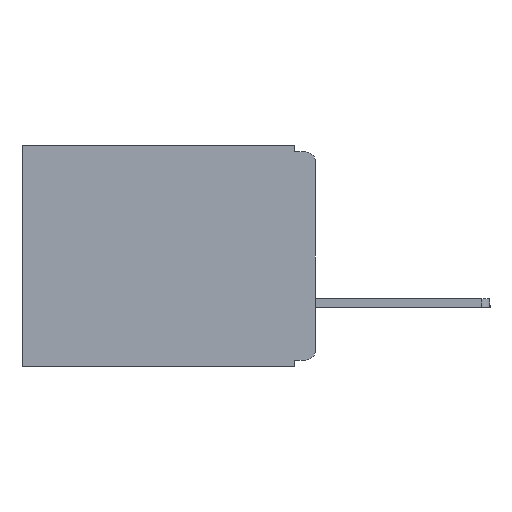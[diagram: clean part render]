
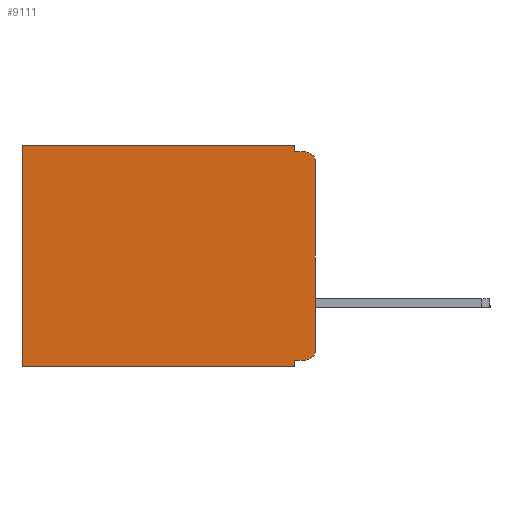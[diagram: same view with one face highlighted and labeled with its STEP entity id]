
A CAD part, left-side view. The second image highlights one B-rep face of the part: STEP entity #9111.
In plain terms, the highlighted planar face has unit normal (-1, 0, 0).
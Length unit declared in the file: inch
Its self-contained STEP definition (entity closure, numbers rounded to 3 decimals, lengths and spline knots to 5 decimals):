
#160 = CARTESIAN_POINT ( 'NONE',  ( 0.3, 0., -0.32 ) ) ;
#643 = CARTESIAN_POINT ( 'NONE',  ( 0.3, 0., -0.01 ) ) ;
#708 = ORIENTED_EDGE ( 'NONE', *, *, #20095, .F. ) ;
#1437 = LINE ( 'NONE', #160, #14156 ) ;
#1592 = ORIENTED_EDGE ( 'NONE', *, *, #30019, .F. ) ;
#1774 = VERTEX_POINT ( 'NONE', #24279 ) ;
#2005 = CARTESIAN_POINT ( 'NONE',  ( 0.3, 0.031, -0.33 ) ) ;
#2229 = CARTESIAN_POINT ( 'NONE',  ( 0.3, 0.437, 0. ) ) ;
#2364 = DIRECTION ( 'NONE',  ( 0., 0., -1. ) ) ;
#2438 = VERTEX_POINT ( 'NONE', #2229 ) ;
#3022 = ORIENTED_EDGE ( 'NONE', *, *, #9548, .F. ) ;
#3835 = EDGE_CURVE ( 'NONE', #7998, #1774, #21426, .T. ) ;
#4028 = CARTESIAN_POINT ( 'NONE',  ( 0.3, 0., 0. ) ) ;
#4253 = EDGE_CURVE ( 'NONE', #30237, #20613, #4432, .T. ) ;
#4273 = CARTESIAN_POINT ( 'NONE',  ( 0.3, 0., -0.305 ) ) ;
#4392 = LINE ( 'NONE', #4028, #28528 ) ;
#4432 = LINE ( 'NONE', #23711, #29252 ) ;
#5165 = CARTESIAN_POINT ( 'NONE',  ( 0.3, 0.015, -0.305 ) ) ;
#5274 = EDGE_CURVE ( 'NONE', #7998, #18675, #26426, .T. ) ;
#5279 = LINE ( 'NONE', #13460, #11589 ) ;
#5347 = CARTESIAN_POINT ( 'NONE',  ( 0.3, 0.031, 0. ) ) ;
#5380 = VECTOR ( 'NONE', #16911, 39.37008 ) ;
#6230 = VECTOR ( 'NONE', #8795, 39.37008 ) ;
#7145 = FACE_OUTER_BOUND ( 'NONE', #24278, .T. ) ;
#7557 = DIRECTION ( 'NONE',  ( 0., 0., -1. ) ) ;
#7592 = EDGE_CURVE ( 'NONE', #2438, #23423, #24170, .T. ) ;
#7998 = VERTEX_POINT ( 'NONE', #10850 ) ;
#8795 = DIRECTION ( 'NONE',  ( 0., 0., -1. ) ) ;
#9111 = ADVANCED_FACE ( 'NONE', ( #7145 ), #22514, .F. ) ;
#9548 = EDGE_CURVE ( 'NONE', #22442, #30237, #1437, .T. ) ;
#9603 = AXIS2_PLACEMENT_3D ( 'NONE', #5165, #21694, #7557 ) ;
#9752 = VECTOR ( 'NONE', #2364, 39.37008 ) ;
#9763 = DIRECTION ( 'NONE',  ( 0., 1., 0. ) ) ;
#9827 = ORIENTED_EDGE ( 'NONE', *, *, #13601, .F. ) ;
#10712 = ORIENTED_EDGE ( 'NONE', *, *, #3835, .T. ) ;
#10850 = CARTESIAN_POINT ( 'NONE',  ( 0.3, 0., -0.025 ) ) ;
#11589 = VECTOR ( 'NONE', #27412, 39.37008 ) ;
#13386 = ORIENTED_EDGE ( 'NONE', *, *, #5274, .F. ) ;
#13460 = CARTESIAN_POINT ( 'NONE',  ( 0.3, 0., -0.33 ) ) ;
#13601 = EDGE_CURVE ( 'NONE', #17657, #1774, #26407, .T. ) ;
#13987 = VECTOR ( 'NONE', #14996, 39.37008 ) ;
#14156 = VECTOR ( 'NONE', #9763, 39.37008 ) ;
#14996 = DIRECTION ( 'NONE',  ( 0., -1., 0. ) ) ;
#16390 = ORIENTED_EDGE ( 'NONE', *, *, #4253, .F. ) ;
#16802 = CARTESIAN_POINT ( 'NONE',  ( 0.3, 0.437, -0.33 ) ) ;
#16911 = DIRECTION ( 'NONE',  ( 0., 0., -1. ) ) ;
#16985 = CARTESIAN_POINT ( 'NONE',  ( 0.3, 0.031, -0.01 ) ) ;
#17358 = AXIS2_PLACEMENT_3D ( 'NONE', #19896, #18872, #18834 ) ;
#17657 = VERTEX_POINT ( 'NONE', #16985 ) ;
#18474 = CIRCLE ( 'NONE', #9603, 0.015 ) ;
#18675 = VERTEX_POINT ( 'NONE', #4273 ) ;
#18834 = DIRECTION ( 'NONE',  ( 0., 0., -1. ) ) ;
#18872 = DIRECTION ( 'NONE',  ( -1., 0., 0. ) ) ;
#19018 = CARTESIAN_POINT ( 'NONE',  ( 0.3, 0.031, 0. ) ) ;
#19055 = CARTESIAN_POINT ( 'NONE',  ( 0.3, 0.031, -0.32 ) ) ;
#19220 = EDGE_CURVE ( 'NONE', #25545, #2438, #4392, .T. ) ;
#19684 = CARTESIAN_POINT ( 'NONE',  ( 0.3, 0.015, -0.32 ) ) ;
#19896 = CARTESIAN_POINT ( 'NONE',  ( 0.3, 0.015, -0.025 ) ) ;
#20095 = EDGE_CURVE ( 'NONE', #25545, #17657, #27646, .T. ) ;
#20597 = DIRECTION ( 'NONE',  ( 0., 1., 0. ) ) ;
#20613 = VERTEX_POINT ( 'NONE', #2005 ) ;
#21030 = DIRECTION ( 'NONE',  ( 0., 0., -1. ) ) ;
#21186 = DIRECTION ( 'NONE',  ( 1., 0., 0. ) ) ;
#21256 = CARTESIAN_POINT ( 'NONE',  ( 0.3, 0., -0.33 ) ) ;
#21426 = CIRCLE ( 'NONE', #17358, 0.015 ) ;
#21694 = DIRECTION ( 'NONE',  ( -1., 0., 0. ) ) ;
#21938 = ORIENTED_EDGE ( 'NONE', *, *, #19220, .T. ) ;
#22442 = VERTEX_POINT ( 'NONE', #19684 ) ;
#22514 = PLANE ( 'NONE',  #25619 ) ;
#23285 = CARTESIAN_POINT ( 'NONE',  ( 0.3, 0.437, -0.33 ) ) ;
#23423 = VERTEX_POINT ( 'NONE', #23285 ) ;
#23620 = ORIENTED_EDGE ( 'NONE', *, *, #7592, .T. ) ;
#23711 = CARTESIAN_POINT ( 'NONE',  ( 0.3, 0.031, -0.33 ) ) ;
#24170 = LINE ( 'NONE', #16802, #5380 ) ;
#24278 = EDGE_LOOP ( 'NONE', ( #13386, #10712, #9827, #708, #21938, #23620, #1592, #16390, #3022, #29664 ) ) ;
#24279 = CARTESIAN_POINT ( 'NONE',  ( 0.3, 0.015, -0.01 ) ) ;
#25545 = VERTEX_POINT ( 'NONE', #5347 ) ;
#25619 = AXIS2_PLACEMENT_3D ( 'NONE', #21256, #21186, #21030 ) ;
#26407 = LINE ( 'NONE', #643, #13987 ) ;
#26426 = LINE ( 'NONE', #26821, #6230 ) ;
#26821 = CARTESIAN_POINT ( 'NONE',  ( 0.3, 0., -0.33 ) ) ;
#27136 = EDGE_CURVE ( 'NONE', #22442, #18675, #18474, .T. ) ;
#27412 = DIRECTION ( 'NONE',  ( 0., 1., 0. ) ) ;
#27646 = LINE ( 'NONE', #19018, #9752 ) ;
#28528 = VECTOR ( 'NONE', #20597, 39.37008 ) ;
#29252 = VECTOR ( 'NONE', #29726, 39.37008 ) ;
#29664 = ORIENTED_EDGE ( 'NONE', *, *, #27136, .T. ) ;
#29726 = DIRECTION ( 'NONE',  ( 0., 0., -1. ) ) ;
#30019 = EDGE_CURVE ( 'NONE', #20613, #23423, #5279, .T. ) ;
#30237 = VERTEX_POINT ( 'NONE', #19055 ) ;
